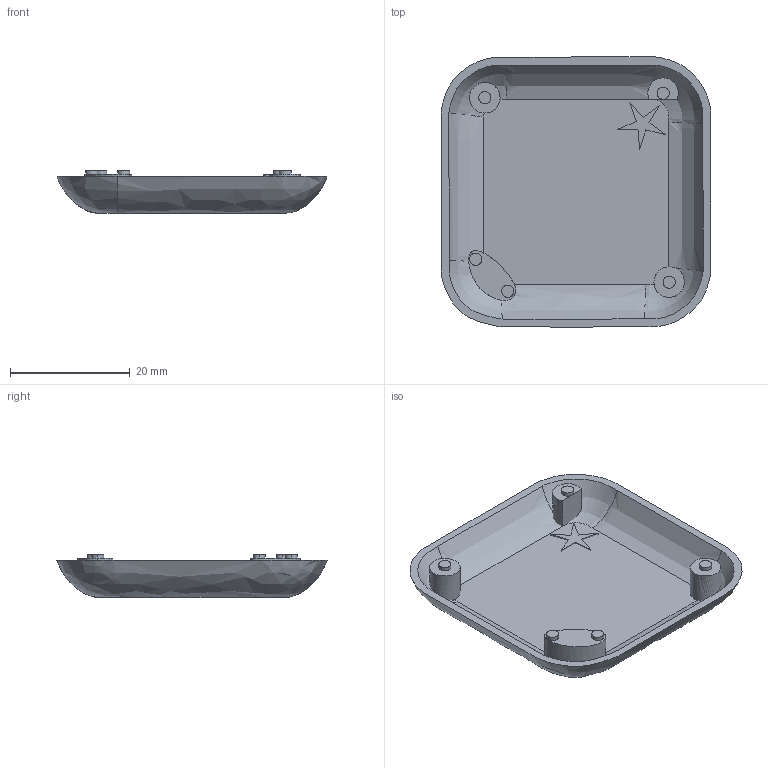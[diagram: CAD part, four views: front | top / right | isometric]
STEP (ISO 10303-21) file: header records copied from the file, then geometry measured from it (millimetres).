
FILE_DESCRIPTION(/* description */ (''),/* implementation_level */ '2;1');
FILE_NAME(/* name */ 'bottom',/* time_stamp */ '2015-03-31T17:47:04-07:00',/* author */ (''),/* organization */ (''),/* preprocessor_version */ 'ST-DEVELOPER v15',/* originating_system */ '',/* authorisation */ '');
FILE_SCHEMA (('AUTOMOTIVE_DESIGN'));
Length unit declared in the file: inch
Products named in the file (2): Document; Bottom latch
Assembly tree (8 placements, depth 2):
  Document
    Bottom latch  x8
Bounding box: 45.01 x 45.02 x 7.2 mm (x, y, z)
Volume: 3286.2 mm3; surface area: 5577.4 mm2
Topology: 22 solids, 22 shells, 249 faces, 621 edges, 413 vertices
Faces by surface type: bspline 197, plane 52
Entity records: 12100 total; most frequent: CARTESIAN_POINT 7937, ORIENTED_EDGE 1232, EDGE_CURVE 616, B_SPLINE_CURVE_WITH_KNOTS 561, VERTEX_POINT 412, EDGE_LOOP 254, ADVANCED_FACE 249, FACE_OUTER_BOUND 249
